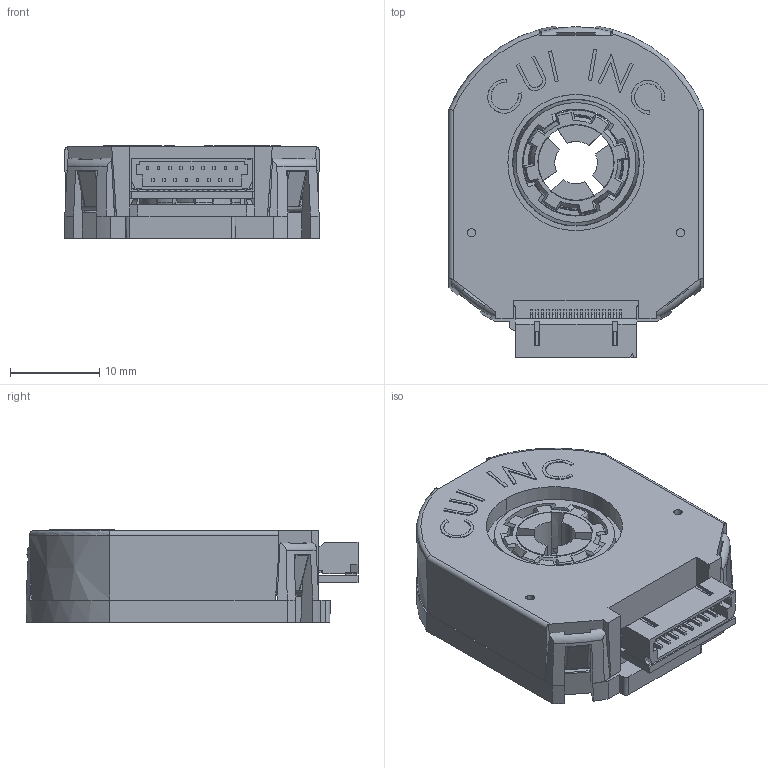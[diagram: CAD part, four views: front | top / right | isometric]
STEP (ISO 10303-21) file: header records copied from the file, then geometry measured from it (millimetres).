
FILE_DESCRIPTION (( 'STEP AP214' ), '1' );
FILE_NAME ('STP-MTRA-ENC10.STEP', '2018-07-30T21:54:12', ( '' ), ( '' ), 'SwSTEP 2.0', 'SolidWorks 2017', '' );
FILE_SCHEMA (( 'AUTOMOTIVE_DESIGN' ));
Length unit declared in the file: inch
Products named in the file (1): STP-MTRA-ENC10
Bounding box: 28.59 x 37.25 x 10.4 mm (x, y, z)
Volume: 4890.4 mm3; surface area: 8673.4 mm2
Topology: 7 solids, 7 shells, 1217 faces, 3519 edges, 2332 vertices
Faces by surface type: plane 710, cylinder 278, cone 163, bspline 47, torus 19
Entity records: 44991 total; most frequent: CARTESIAN_POINT 11975, ORIENTED_EDGE 7030, DIRECTION 6208, EDGE_CURVE 3515, VERTEX_POINT 2332, LINE 2084, VECTOR 2084, AXIS2_PLACEMENT_3D 2062
